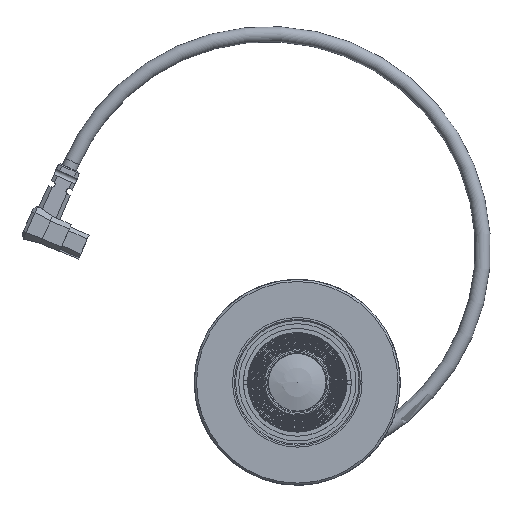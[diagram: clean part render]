
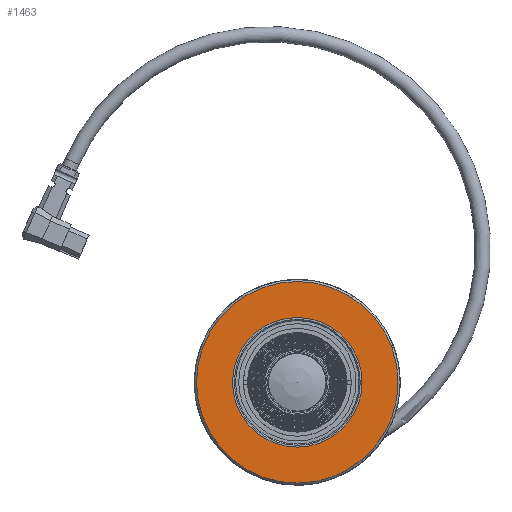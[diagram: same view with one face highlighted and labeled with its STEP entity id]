
A CAD part, left-side view. The second image highlights one B-rep face of the part: STEP entity #1463.
In plain terms, the highlighted planar face has unit normal (-1, 0, 0).
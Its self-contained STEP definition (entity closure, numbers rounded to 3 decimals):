
#512=PLANE('',#14726);
#1463=ADVANCED_FACE('BCT_REF_132402',(#4328,#4329),#512,.F.);
#3636=CIRCLE('',#14723,24.5);
#3637=CIRCLE('',#14725,15.7);
#4328=FACE_BOUND('',#5253,.T.);
#4329=FACE_BOUND('',#5254,.T.);
#5253=EDGE_LOOP('',(#8275));
#5254=EDGE_LOOP('',(#8276));
#8275=ORIENTED_EDGE('',*,*,#12729,.F.);
#8276=ORIENTED_EDGE('',*,*,#12728,.T.);
#10926=VERTEX_POINT('',#24250);
#10927=VERTEX_POINT('',#24253);
#12728=EDGE_CURVE('',#10926,#10926,#3636,.T.);
#12729=EDGE_CURVE('BCT_REF_125861',#10927,#10927,#3637,.T.);
#14723=AXIS2_PLACEMENT_3D('',#24249,#16863,#16864);
#14725=AXIS2_PLACEMENT_3D('',#24252,#16867,#16868);
#14726=AXIS2_PLACEMENT_3D('',#24254,#16869,#16870);
#16863=DIRECTION('',(-1.,0.,0.));
#16864=DIRECTION('',(0.,-0.866,0.5));
#16867=DIRECTION('',(-1.,0.,0.));
#16868=DIRECTION('',(0.,-0.866,0.5));
#16869=DIRECTION('',(1.,0.,0.));
#16870=DIRECTION('',(0.,0.866,-0.5));
#24249=CARTESIAN_POINT('',(-44.508,0.,0.));
#24250=CARTESIAN_POINT('',(-44.508,-21.218,12.25));
#24252=CARTESIAN_POINT('',(-44.508,0.,0.));
#24253=CARTESIAN_POINT('',(-44.508,-13.597,7.85));
#24254=CARTESIAN_POINT('',(-44.508,12.25,21.218));
